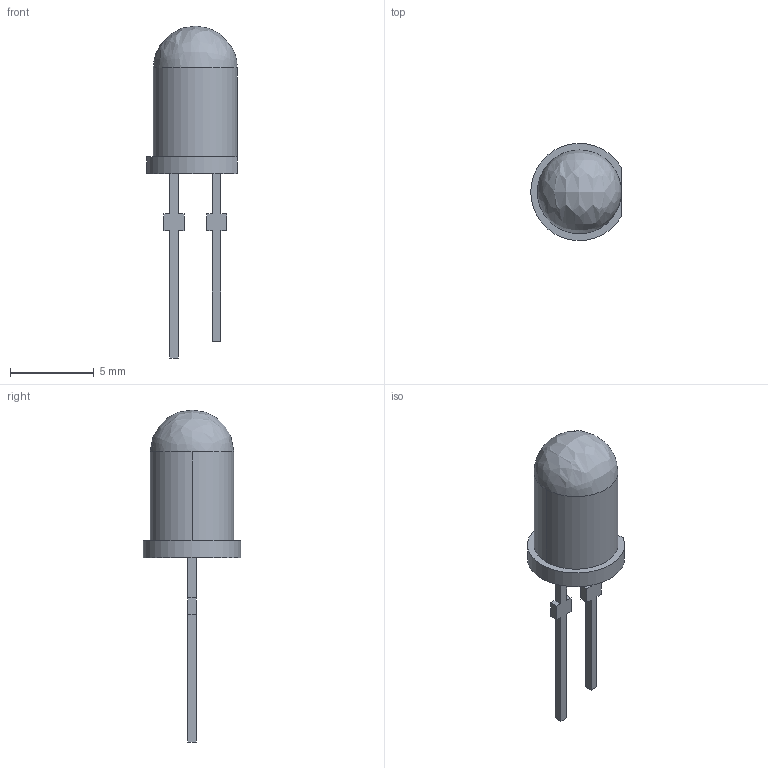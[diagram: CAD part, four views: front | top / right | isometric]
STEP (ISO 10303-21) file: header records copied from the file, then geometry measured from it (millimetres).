
FILE_DESCRIPTION (( 'STEP AP214' ), '1' );
FILE_NAME ('User Library-LED 5 mm.STEP', '2018-03-25T10:38:09', ( '' ), ( '' ), 'SwSTEP 2.0', 'SolidWorks 2018', '' );
FILE_SCHEMA (( 'AUTOMOTIVE_DESIGN' ));
Length unit declared in the file: millimetre
Products named in the file (1): User Library-LED 5 mm
Bounding box: 5.4 x 5.8 x 19.8 mm (x, y, z)
Volume: 168.4 mm3; surface area: 218.4 mm2
Topology: 1 solids, 1 shells, 33 faces, 87 edges, 56 vertices
Faces by surface type: plane 29, cylinder 3, bspline 1
Entity records: 1117 total; most frequent: CARTESIAN_POINT 189, ORIENTED_EDGE 168, DIRECTION 156, EDGE_CURVE 84, VECTOR 78, LINE 78, VERTEX_POINT 56, AXIS2_PLACEMENT_3D 39
